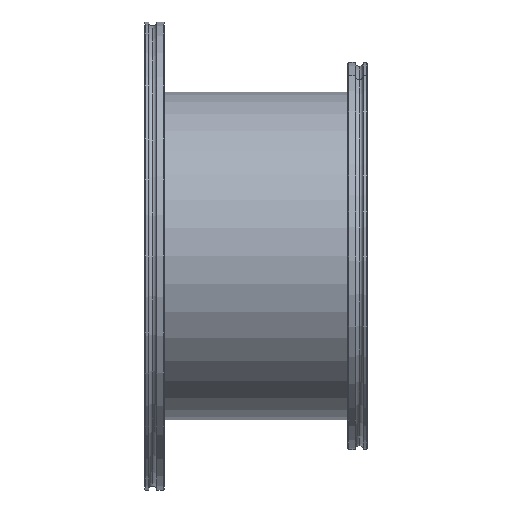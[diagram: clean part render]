
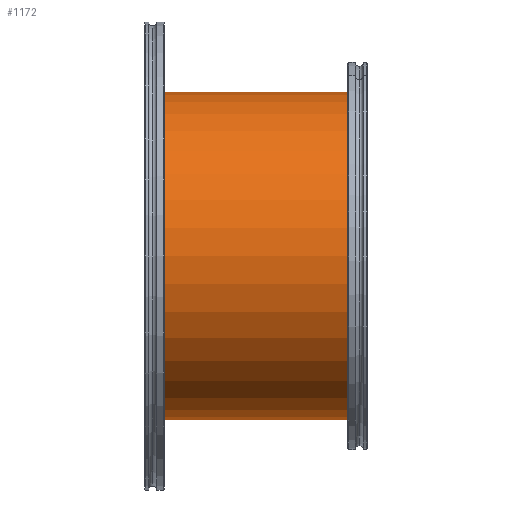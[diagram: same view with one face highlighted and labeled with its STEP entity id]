
A CAD part, front view. The second image highlights one B-rep face of the part: STEP entity #1172.
In plain terms, the highlighted cylindrical face has radius 101.5 mm (diameter 203 mm), a partial arc.
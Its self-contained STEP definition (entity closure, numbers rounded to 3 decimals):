
#3 = VECTOR ( 'NONE', #812, 1000. ) ;
#99 = VERTEX_POINT ( 'NONE', #321 ) ;
#137 = CARTESIAN_POINT ( 'NONE',  ( 62.5, 0., -101.5 ) ) ;
#260 = CARTESIAN_POINT ( 'NONE',  ( 62.5, 0., -101.5 ) ) ;
#321 = CARTESIAN_POINT ( 'NONE',  ( -62.5, 0., -101.5 ) ) ;
#361 = ORIENTED_EDGE ( 'NONE', *, *, #760, .T. ) ;
#395 = AXIS2_PLACEMENT_3D ( 'NONE', #1356, #529, #709 ) ;
#417 = VERTEX_POINT ( 'NONE', #768 ) ;
#451 = DIRECTION ( 'NONE',  ( -1., 0., 0. ) ) ;
#471 = VERTEX_POINT ( 'NONE', #893 ) ;
#489 = LINE ( 'NONE', #137, #3 ) ;
#529 = DIRECTION ( 'NONE',  ( 1., 0., 0. ) ) ;
#531 = FACE_OUTER_BOUND ( 'NONE', #2066, .T. ) ;
#552 = DIRECTION ( 'NONE',  ( 0., 0., -1. ) ) ;
#554 = ORIENTED_EDGE ( 'NONE', *, *, #1032, .T. ) ;
#709 = DIRECTION ( 'NONE',  ( 0., 0., -1. ) ) ;
#714 = DIRECTION ( 'NONE',  ( 1., 0., 0. ) ) ;
#747 = LINE ( 'NONE', #1793, #1127 ) ;
#760 = EDGE_CURVE ( 'NONE', #471, #417, #747, .T. ) ;
#768 = CARTESIAN_POINT ( 'NONE',  ( -62.5, 0., 101.5 ) ) ;
#812 = DIRECTION ( 'NONE',  ( -1., 0., 0. ) ) ;
#877 = VERTEX_POINT ( 'NONE', #260 ) ;
#893 = CARTESIAN_POINT ( 'NONE',  ( 62.5, 0., 101.5 ) ) ;
#1032 = EDGE_CURVE ( 'NONE', #417, #99, #1393, .T. ) ;
#1127 = VECTOR ( 'NONE', #451, 1000. ) ;
#1172 = ADVANCED_FACE ( 'NONE', ( #531 ), #1361, .T. ) ;
#1356 = CARTESIAN_POINT ( 'NONE',  ( 62.5, 0., 0. ) ) ;
#1361 = CYLINDRICAL_SURFACE ( 'NONE', #1522, 101.5 ) ;
#1393 = CIRCLE ( 'NONE', #2136, 101.5 ) ;
#1399 = ORIENTED_EDGE ( 'NONE', *, *, #1631, .F. ) ;
#1459 = ORIENTED_EDGE ( 'NONE', *, *, #2075, .F. ) ;
#1519 = DIRECTION ( 'NONE',  ( 0., 0., 1. ) ) ;
#1522 = AXIS2_PLACEMENT_3D ( 'NONE', #1971, #1817, #1519 ) ;
#1548 = CARTESIAN_POINT ( 'NONE',  ( -62.5, 0., 0. ) ) ;
#1631 = EDGE_CURVE ( 'NONE', #471, #877, #1727, .T. ) ;
#1727 = CIRCLE ( 'NONE', #395, 101.5 ) ;
#1793 = CARTESIAN_POINT ( 'NONE',  ( 62.5, 0., 101.5 ) ) ;
#1817 = DIRECTION ( 'NONE',  ( -1., 0., 0. ) ) ;
#1971 = CARTESIAN_POINT ( 'NONE',  ( 62.5, 0., 0. ) ) ;
#2066 = EDGE_LOOP ( 'NONE', ( #1459, #1399, #361, #554 ) ) ;
#2075 = EDGE_CURVE ( 'NONE', #877, #99, #489, .T. ) ;
#2136 = AXIS2_PLACEMENT_3D ( 'NONE', #1548, #714, #552 ) ;
